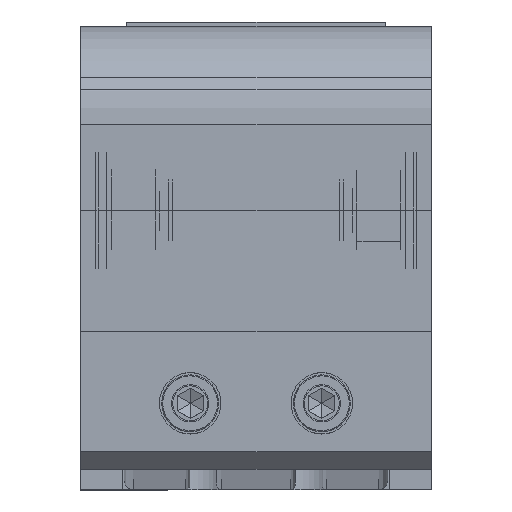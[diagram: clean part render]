
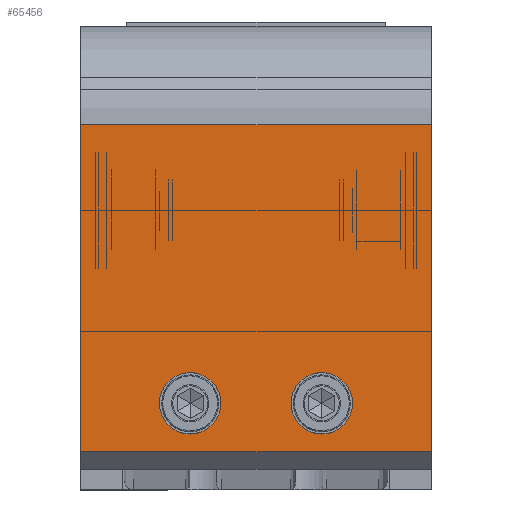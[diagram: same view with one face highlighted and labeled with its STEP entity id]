
A CAD part, top view. The second image highlights one B-rep face of the part: STEP entity #65456.
In plain terms, the highlighted planar face has unit normal (0, 0, 1).
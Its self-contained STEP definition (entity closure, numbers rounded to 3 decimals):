
#1158 = FACE_BOUND ( 'NONE', #23037, .T. ) ;
#2085 = VERTEX_POINT ( 'NONE', #231627 ) ;
#2751 = AXIS2_PLACEMENT_3D ( 'NONE', #100244, #204819, #181084 ) ;
#4844 = CARTESIAN_POINT ( 'NONE',  ( 160.798, 174.238, 570.351 ) ) ;
#7291 = EDGE_CURVE ( 'NONE', #90555, #105751, #99109, .T. ) ;
#16676 = CIRCLE ( 'NONE', #41815, 7. ) ;
#18949 = EDGE_CURVE ( 'NONE', #154441, #184609, #42052, .T. ) ;
#20830 = CARTESIAN_POINT ( 'NONE',  ( 105.798, 163.238, 570.351 ) ) ;
#21043 = AXIS2_PLACEMENT_3D ( 'NONE', #61330, #162088, #79985 ) ;
#23037 = EDGE_LOOP ( 'NONE', ( #54157, #200322 ) ) ;
#26333 = CARTESIAN_POINT ( 'NONE',  ( 185.798, 159.238, 570.351 ) ) ;
#40785 = DIRECTION ( 'NONE',  ( 1., 0., 0. ) ) ;
#41815 = AXIS2_PLACEMENT_3D ( 'NONE', #99030, #178510, #40785 ) ;
#42052 = CIRCLE ( 'NONE', #114032, 7. ) ;
#45338 = CARTESIAN_POINT ( 'NONE',  ( 105.798, 237.738, 570.351 ) ) ;
#46117 = LINE ( 'NONE', #26333, #222128 ) ;
#49050 = ORIENTED_EDGE ( 'NONE', *, *, #7291, .T. ) ;
#54157 = ORIENTED_EDGE ( 'NONE', *, *, #18949, .F. ) ;
#55032 = EDGE_CURVE ( 'NONE', #2085, #90555, #151468, .T. ) ;
#59254 = CARTESIAN_POINT ( 'NONE',  ( 185.798, 163.238, 570.351 ) ) ;
#59268 = EDGE_CURVE ( 'NONE', #65913, #169863, #135042, .T. ) ;
#61276 = EDGE_LOOP ( 'NONE', ( #49050, #242928, #91999, #177669 ) ) ;
#61330 = CARTESIAN_POINT ( 'NONE',  ( 130.798, 174.238, 570.351 ) ) ;
#65456 = ADVANCED_FACE ( 'NONE', ( #159962, #1158, #199587 ), #121467, .F. ) ;
#65913 = VERTEX_POINT ( 'NONE', #103532 ) ;
#67094 = DIRECTION ( 'NONE',  ( 1., 0., 0. ) ) ;
#70631 = DIRECTION ( 'NONE',  ( -1., 0., 0. ) ) ;
#79985 = DIRECTION ( 'NONE',  ( 1., 0., 0. ) ) ;
#90555 = VERTEX_POINT ( 'NONE', #45338 ) ;
#90641 = DIRECTION ( 'NONE',  ( 0., 0., 1. ) ) ;
#91999 = ORIENTED_EDGE ( 'NONE', *, *, #251594, .F. ) ;
#93076 = AXIS2_PLACEMENT_3D ( 'NONE', #208699, #128068, #67094 ) ;
#94023 = EDGE_CURVE ( 'NONE', #184609, #154441, #126958, .T. ) ;
#99030 = CARTESIAN_POINT ( 'NONE',  ( 130.798, 174.238, 570.351 ) ) ;
#99109 = LINE ( 'NONE', #158818, #249506 ) ;
#100244 = CARTESIAN_POINT ( 'NONE',  ( 185.798, 159.238, 570.351 ) ) ;
#103532 = CARTESIAN_POINT ( 'NONE',  ( 137.798, 174.238, 570.351 ) ) ;
#105272 = DIRECTION ( 'NONE',  ( 1., 0., 0. ) ) ;
#105751 = VERTEX_POINT ( 'NONE', #20830 ) ;
#114032 = AXIS2_PLACEMENT_3D ( 'NONE', #4844, #90641, #105272 ) ;
#121467 = PLANE ( 'NONE',  #2751 ) ;
#123830 = VECTOR ( 'NONE', #136291, 1000. ) ;
#126958 = CIRCLE ( 'NONE', #93076, 7. ) ;
#128068 = DIRECTION ( 'NONE',  ( 0., 0., 1. ) ) ;
#131004 = CARTESIAN_POINT ( 'NONE',  ( 185.798, 163.238, 570.351 ) ) ;
#135042 = CIRCLE ( 'NONE', #21043, 7. ) ;
#136291 = DIRECTION ( 'NONE',  ( 1., 0., 0. ) ) ;
#147113 = ORIENTED_EDGE ( 'NONE', *, *, #254890, .F. ) ;
#151468 = LINE ( 'NONE', #251795, #238991 ) ;
#154441 = VERTEX_POINT ( 'NONE', #177800 ) ;
#158818 = CARTESIAN_POINT ( 'NONE',  ( 105.798, 159.238, 570.351 ) ) ;
#159962 = FACE_BOUND ( 'NONE', #242188, .T. ) ;
#162088 = DIRECTION ( 'NONE',  ( 0., 0., 1. ) ) ;
#169863 = VERTEX_POINT ( 'NONE', #259940 ) ;
#172034 = LINE ( 'NONE', #131004, #123830 ) ;
#177669 = ORIENTED_EDGE ( 'NONE', *, *, #55032, .T. ) ;
#177800 = CARTESIAN_POINT ( 'NONE',  ( 167.798, 174.238, 570.351 ) ) ;
#178510 = DIRECTION ( 'NONE',  ( 0., 0., 1. ) ) ;
#181084 = DIRECTION ( 'NONE',  ( -1., 0., 0. ) ) ;
#184609 = VERTEX_POINT ( 'NONE', #193660 ) ;
#193660 = CARTESIAN_POINT ( 'NONE',  ( 153.798, 174.238, 570.351 ) ) ;
#199587 = FACE_OUTER_BOUND ( 'NONE', #61276, .T. ) ;
#200322 = ORIENTED_EDGE ( 'NONE', *, *, #94023, .F. ) ;
#204819 = DIRECTION ( 'NONE',  ( 0., 0., -1. ) ) ;
#208699 = CARTESIAN_POINT ( 'NONE',  ( 160.798, 174.238, 570.351 ) ) ;
#208812 = DIRECTION ( 'NONE',  ( 0., -1., 0. ) ) ;
#212370 = VERTEX_POINT ( 'NONE', #59254 ) ;
#220813 = DIRECTION ( 'NONE',  ( 0., -1., 0. ) ) ;
#222128 = VECTOR ( 'NONE', #208812, 1000. ) ;
#231627 = CARTESIAN_POINT ( 'NONE',  ( 185.798, 237.738, 570.351 ) ) ;
#238991 = VECTOR ( 'NONE', #70631, 1000. ) ;
#242188 = EDGE_LOOP ( 'NONE', ( #243474, #147113 ) ) ;
#242928 = ORIENTED_EDGE ( 'NONE', *, *, #260460, .T. ) ;
#243474 = ORIENTED_EDGE ( 'NONE', *, *, #59268, .F. ) ;
#249506 = VECTOR ( 'NONE', #220813, 1000. ) ;
#251594 = EDGE_CURVE ( 'NONE', #2085, #212370, #46117, .T. ) ;
#251795 = CARTESIAN_POINT ( 'NONE',  ( 185.798, 237.738, 570.351 ) ) ;
#254890 = EDGE_CURVE ( 'NONE', #169863, #65913, #16676, .T. ) ;
#259940 = CARTESIAN_POINT ( 'NONE',  ( 123.798, 174.238, 570.351 ) ) ;
#260460 = EDGE_CURVE ( 'NONE', #105751, #212370, #172034, .T. ) ;
